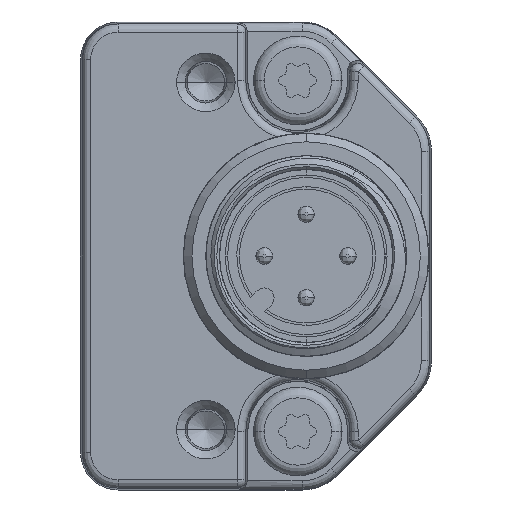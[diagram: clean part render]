
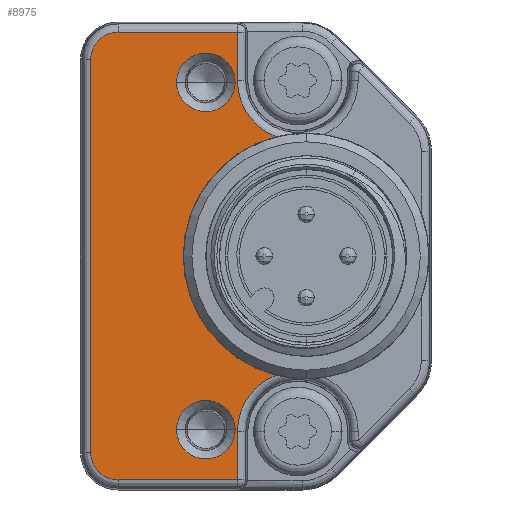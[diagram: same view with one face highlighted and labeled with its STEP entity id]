
A CAD part, left-side view. The second image highlights one B-rep face of the part: STEP entity #8975.
In plain terms, the highlighted planar face has unit normal (-1, 0, 0).
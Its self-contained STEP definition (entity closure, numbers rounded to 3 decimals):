
#555=CARTESIAN_POINT('',(-13.,9.297,-7.127));
#677=CARTESIAN_POINT('',(-13.,9.297,7.127));
#700=CARTESIAN_POINT('',(-13.,8.,-10.5));
#701=DIRECTION('',(1.,0.,0.));
#702=DIRECTION('',(0.,1.,0.));
#703=AXIS2_PLACEMENT_3D('',#700,#701,#702);
#705=DIRECTION('',(0.,0.,1.));
#706=VECTOR('',#705,2.891);
#707=CARTESIAN_POINT('',(-13.,11.614,-13.391));
#708=LINE('',#707,#706);
#709=DIRECTION('',(0.,-1.,0.));
#710=VECTOR('',#709,7.136);
#711=CARTESIAN_POINT('',(-13.,18.75,-13.391));
#712=LINE('',#711,#710);
#713=CARTESIAN_POINT('',(-13.,18.75,-11.75));
#714=DIRECTION('',(-1.,0.,0.));
#715=DIRECTION('',(0.,1.,0.));
#716=AXIS2_PLACEMENT_3D('',#713,#714,#715);
#718=DIRECTION('',(0.,0.,-1.));
#719=VECTOR('',#718,23.5);
#720=CARTESIAN_POINT('',(-13.,20.391,11.75));
#721=LINE('',#720,#719);
#722=CARTESIAN_POINT('',(-13.,18.75,11.75));
#723=DIRECTION('',(-1.,0.,0.));
#724=DIRECTION('',(0.,0.,1.));
#725=AXIS2_PLACEMENT_3D('',#722,#723,#724);
#727=DIRECTION('',(0.,1.,0.));
#728=VECTOR('',#727,7.136);
#729=CARTESIAN_POINT('',(-13.,11.614,13.391));
#730=LINE('',#729,#728);
#731=DIRECTION('',(0.,0.,1.));
#732=VECTOR('',#731,2.891);
#733=CARTESIAN_POINT('',(-13.,11.614,10.5));
#734=LINE('',#733,#732);
#735=CARTESIAN_POINT('',(-13.,8.,10.5));
#736=DIRECTION('',(1.,0.,0.));
#737=DIRECTION('',(0.,0.359,-0.933));
#738=AXIS2_PLACEMENT_3D('',#735,#736,#737);
#740=CARTESIAN_POINT('',(-13.,7.5,0.));
#741=DIRECTION('',(-1.,0.,0.));
#742=DIRECTION('',(0.,0.244,0.97));
#743=AXIS2_PLACEMENT_3D('',#740,#741,#742);
#745=CARTESIAN_POINT('',(-13.,13.5,-10.392));
#746=DIRECTION('',(1.,0.,0.));
#747=DIRECTION('',(0.,1.,0.));
#748=AXIS2_PLACEMENT_3D('',#745,#746,#747);
#750=CARTESIAN_POINT('',(-13.,13.5,-10.392));
#751=DIRECTION('',(1.,0.,0.));
#752=DIRECTION('',(0.,-1.,0.));
#753=AXIS2_PLACEMENT_3D('',#750,#751,#752);
#755=CARTESIAN_POINT('',(-13.,13.5,10.392));
#756=DIRECTION('',(1.,0.,0.));
#757=DIRECTION('',(0.,1.,0.));
#758=AXIS2_PLACEMENT_3D('',#755,#756,#757);
#760=CARTESIAN_POINT('',(-13.,13.5,10.392));
#761=DIRECTION('',(1.,0.,0.));
#762=DIRECTION('',(0.,-1.,0.));
#763=AXIS2_PLACEMENT_3D('',#760,#761,#762);
#7146=VERTEX_POINT('',#555);
#7147=VERTEX_POINT('',#677);
#7180=CARTESIAN_POINT('',(-13.,20.391,-11.75));
#7181=CARTESIAN_POINT('',(-13.,18.75,-13.391));
#7182=VERTEX_POINT('',#7180);
#7183=VERTEX_POINT('',#7181);
#7188=CARTESIAN_POINT('',(-13.,20.391,11.75));
#7189=VERTEX_POINT('',#7188);
#7192=CARTESIAN_POINT('',(-13.,18.75,13.391));
#7193=VERTEX_POINT('',#7192);
#7230=CARTESIAN_POINT('',(-13.,11.614,-10.5));
#7231=VERTEX_POINT('',#7230);
#7232=CARTESIAN_POINT('',(-13.,11.614,-13.391));
#7233=VERTEX_POINT('',#7232);
#7250=CARTESIAN_POINT('',(-13.,11.614,10.5));
#7251=VERTEX_POINT('',#7250);
#7252=CARTESIAN_POINT('',(-13.,11.614,13.391));
#7253=VERTEX_POINT('',#7252);
#7329=CARTESIAN_POINT('',(-13.,15.25,-10.392));
#7330=CARTESIAN_POINT('',(-13.,11.75,-10.392));
#7331=VERTEX_POINT('',#7329);
#7332=VERTEX_POINT('',#7330);
#7333=CARTESIAN_POINT('',(-13.,15.25,10.392));
#7334=CARTESIAN_POINT('',(-13.,11.75,10.392));
#7335=VERTEX_POINT('',#7333);
#7336=VERTEX_POINT('',#7334);
#8940=CARTESIAN_POINT('',(-13.,0.,0.));
#8941=DIRECTION('',(-1.,0.,0.));
#8942=DIRECTION('',(0.,0.,1.));
#8943=AXIS2_PLACEMENT_3D('',#8940,#8941,#8942);
#8944=PLANE('',#8943);
#8945=ORIENTED_EDGE('',*,*,#8788,.F.);
#8947=ORIENTED_EDGE('',*,*,#8946,.F.);
#8949=ORIENTED_EDGE('',*,*,#8948,.F.);
#8951=ORIENTED_EDGE('',*,*,#8950,.F.);
#8953=ORIENTED_EDGE('',*,*,#8952,.F.);
#8955=ORIENTED_EDGE('',*,*,#8954,.F.);
#8957=ORIENTED_EDGE('',*,*,#8956,.F.);
#8958=ORIENTED_EDGE('',*,*,#8931,.F.);
#8959=ORIENTED_EDGE('',*,*,#8889,.F.);
#8960=ORIENTED_EDGE('',*,*,#8803,.T.);
#8961=EDGE_LOOP('',(#8945,#8947,#8949,#8951,#8953,#8955,#8957,#8958,#8959,
#8960));
#8962=FACE_OUTER_BOUND('',#8961,.F.);
#8964=ORIENTED_EDGE('',*,*,#8963,.F.);
#8966=ORIENTED_EDGE('',*,*,#8965,.F.);
#8967=EDGE_LOOP('',(#8964,#8966));
#8968=FACE_BOUND('',#8967,.F.);
#8970=ORIENTED_EDGE('',*,*,#8969,.F.);
#8972=ORIENTED_EDGE('',*,*,#8971,.F.);
#8973=EDGE_LOOP('',(#8970,#8972));
#8974=FACE_BOUND('',#8973,.F.);
#8975=ADVANCED_FACE('',(#8962,#8968,#8974),#8944,.T.);
#704=CIRCLE('',#703,3.614);
#717=CIRCLE('',#716,1.641);
#726=CIRCLE('',#725,1.641);
#739=CIRCLE('',#738,3.614);
#744=CIRCLE('',#743,7.35);
#749=CIRCLE('',#748,1.75);
#754=CIRCLE('',#753,1.75);
#759=CIRCLE('',#758,1.75);
#764=CIRCLE('',#763,1.75);
#8788=EDGE_CURVE('',#7231,#7146,#704,.T.);
#8803=EDGE_CURVE('',#7147,#7146,#744,.T.);
#8889=EDGE_CURVE('',#7147,#7251,#739,.T.);
#8931=EDGE_CURVE('',#7251,#7253,#734,.T.);
#8946=EDGE_CURVE('',#7233,#7231,#708,.T.);
#8948=EDGE_CURVE('',#7183,#7233,#712,.T.);
#8950=EDGE_CURVE('',#7182,#7183,#717,.T.);
#8952=EDGE_CURVE('',#7189,#7182,#721,.T.);
#8954=EDGE_CURVE('',#7193,#7189,#726,.T.);
#8956=EDGE_CURVE('',#7253,#7193,#730,.T.);
#8963=EDGE_CURVE('',#7331,#7332,#749,.T.);
#8965=EDGE_CURVE('',#7332,#7331,#754,.T.);
#8969=EDGE_CURVE('',#7335,#7336,#759,.T.);
#8971=EDGE_CURVE('',#7336,#7335,#764,.T.);
